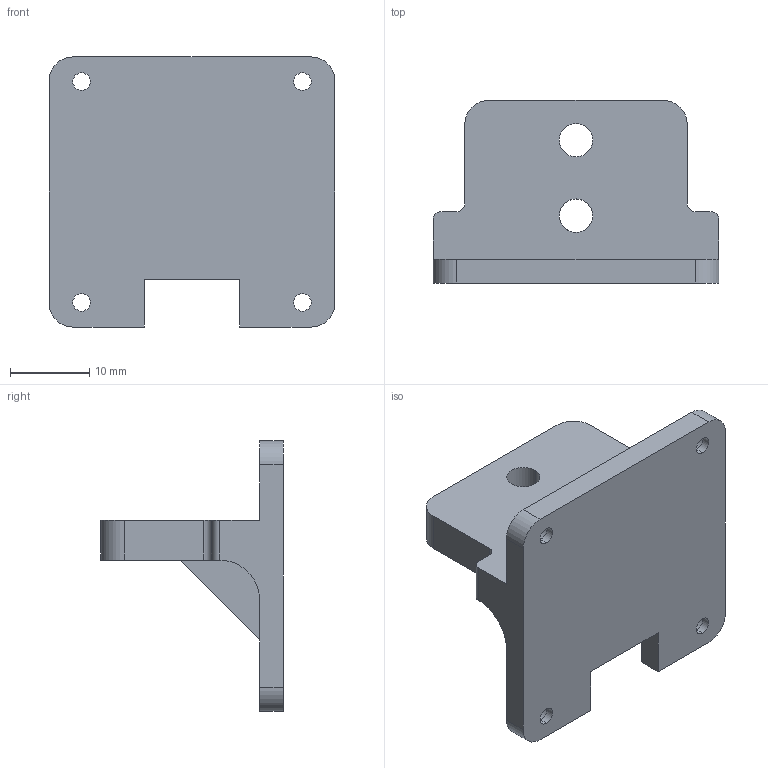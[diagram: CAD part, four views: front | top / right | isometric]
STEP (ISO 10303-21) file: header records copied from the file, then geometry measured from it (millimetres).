
FILE_DESCRIPTION (( 'STEP AP203' ), '1' );
FILE_NAME ('CAM Holder.STEP', '2025-01-03T04:09:06', ( '' ), ( '' ), 'SwSTEP 2.0', 'SolidWorks 2024', '' );
FILE_SCHEMA (( 'CONFIG_CONTROL_DESIGN' ));
Length unit declared in the file: millimetre
Products named in the file (1): CAM Holder
Bounding box: 36 x 23 x 34 mm (x, y, z)
Volume: 6594.2 mm3; surface area: 4375.5 mm2
Topology: 1 solids, 1 shells, 61 faces, 166 edges, 110 vertices
Faces by surface type: cylinder 33, plane 28
Entity records: 2081 total; most frequent: CARTESIAN_POINT 369, DIRECTION 356, ORIENTED_EDGE 332, EDGE_CURVE 166, AXIS2_PLACEMENT_3D 129, VERTEX_POINT 110, VECTOR 98, LINE 98
